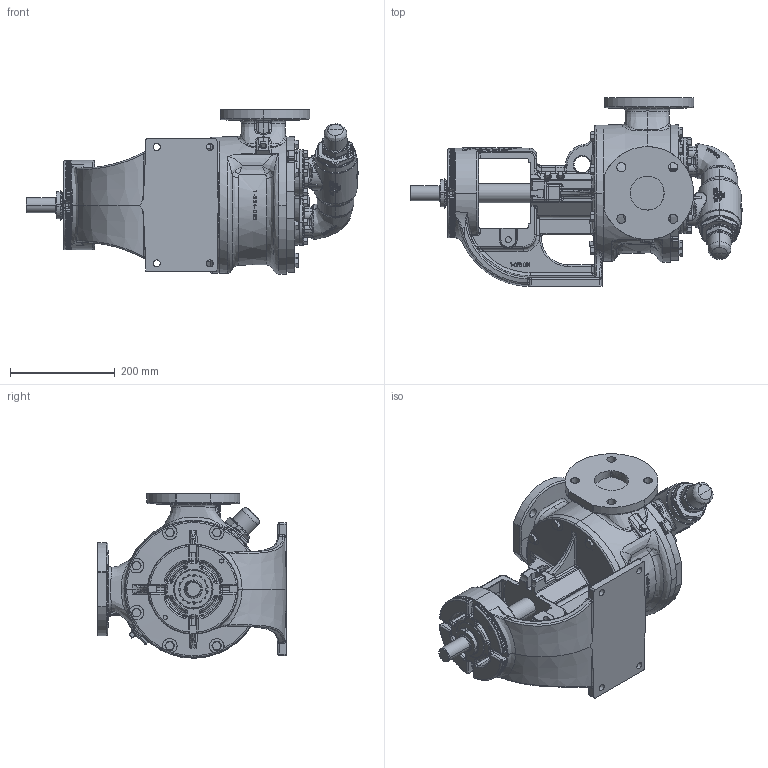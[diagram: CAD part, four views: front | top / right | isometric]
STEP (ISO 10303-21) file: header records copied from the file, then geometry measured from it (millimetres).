
FILE_DESCRIPTION (( 'STEP AP214' ), '1' );
FILE_NAME ('LQ123A.STEP', '2016-08-22T21:07:51', ( '' ), ( '' ), 'SwSTEP 2.0', 'SolidWorks 2015', '' );
FILE_SCHEMA (( 'AUTOMOTIVE_DESIGN' ));
Length unit declared in the file: inch
Products named in the file (1): LQ123A
Bounding box: 635.2 x 360.43 x 314.79 mm (x, y, z)
Volume: 14581134.9 mm3; surface area: 881604 mm2
Topology: 1 solids, 1 shells, 4157 faces, 10656 edges, 6524 vertices
Faces by surface type: bspline 1435, plane 1321, cone 728, cylinder 673
Entity records: 323125 total; most frequent: CARTESIAN_POINT 180695, ORIENTED_EDGE 21036, DIRECTION 14758, EDGE_CURVE 10518, VERTEX_POINT 6524, AXIS2_PLACEMENT_3D 5684, EDGE_LOOP 4374, UNCERTAINTY_MEASURE_WITH_UNIT 4160
